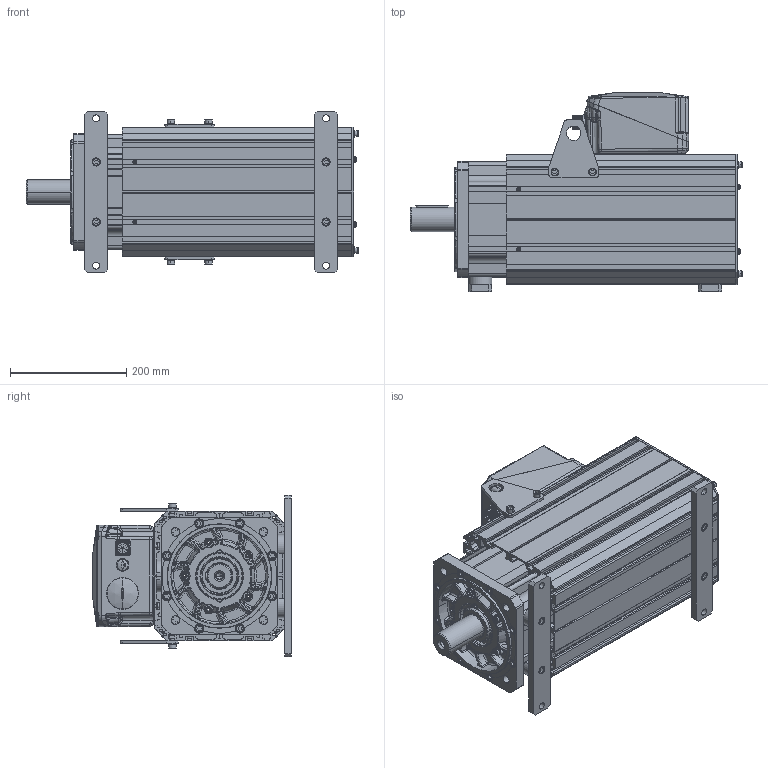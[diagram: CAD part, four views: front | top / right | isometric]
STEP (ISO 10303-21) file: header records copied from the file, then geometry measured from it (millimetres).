
FILE_DESCRIPTION((''),'2;1');
FILE_NAME('MOTOR_ASM_U31010F_SW0001','2016-06-16T',('zhangli-2'),(''),'PRO/ENGINEER BY PARAMETRIC TECHNOLOGY CORPORATION, 2010430','PRO/ENGINEER BY PARAMETRIC TECHNOLOGY CORPORATION, 2010430','');
FILE_SCHEMA(('CONFIG_CONTROL_DESIGN'));
Products named in the file (1): MOTOR_ASM_U31010F_SW0001
Bounding box: 572.1 x 342.8 x 278 mm (x, y, z)
Surface area: 2347119 mm2 (no closed solid volume)
Topology: 0 solids, 204 shells, 2706 faces, 8583 edges, 6010 vertices
Faces by surface type: plane 1214, cylinder 611, bspline 413, cone 214, torus 183, sphere 67, revolution 4
Entity records: 180851 total; most frequent: CARTESIAN_POINT 109852, ORIENTED_EDGE 13810, DIRECTION 13728, EDGE_CURVE 8581, VERTEX_POINT 6010, AXIS2_PLACEMENT_3D 4724, VECTOR 4276, LINE 4276
